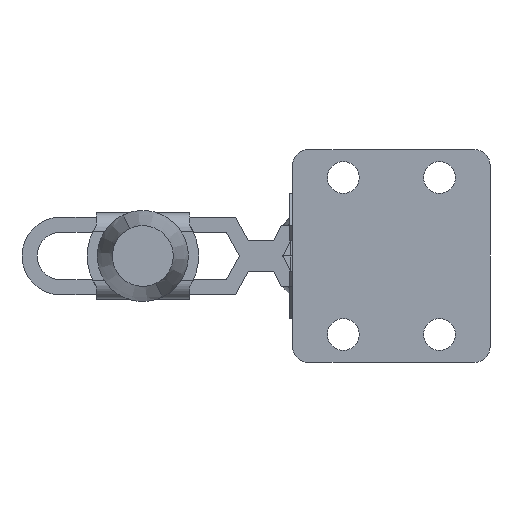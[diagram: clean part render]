
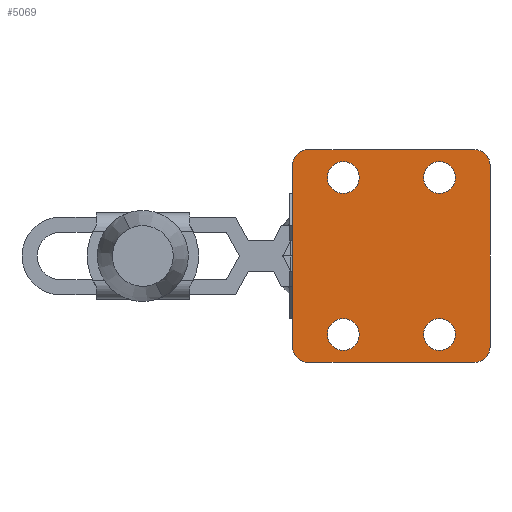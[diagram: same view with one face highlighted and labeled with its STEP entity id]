
A CAD part, front view. The second image highlights one B-rep face of the part: STEP entity #5069.
In plain terms, the highlighted planar face has unit normal (0, -1, 0).
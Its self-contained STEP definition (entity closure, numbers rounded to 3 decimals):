
#4 = ORIENTED_EDGE ( 'NONE', *, *, #2776, .T. ) ;
#27 = VERTEX_POINT ( 'NONE', #2798 ) ;
#273 = CIRCLE ( 'NONE', #12044, 3. ) ;
#308 = CIRCLE ( 'NONE', #8548, 3.15 ) ;
#527 = CARTESIAN_POINT ( 'NONE',  ( 0., 0., -4. ) ) ;
#563 = CARTESIAN_POINT ( 'NONE',  ( -32.15, 0., 15.5 ) ) ;
#607 = CARTESIAN_POINT ( 'NONE',  ( -3., 0., 21. ) ) ;
#609 = ORIENTED_EDGE ( 'NONE', *, *, #10968, .T. ) ;
#1064 = VERTEX_POINT ( 'NONE', #5718 ) ;
#1280 = FACE_OUTER_BOUND ( 'NONE', #1879, .T. ) ;
#1642 = ORIENTED_EDGE ( 'NONE', *, *, #10013, .F. ) ;
#1819 = ORIENTED_EDGE ( 'NONE', *, *, #5619, .T. ) ;
#1879 = EDGE_LOOP ( 'NONE', ( #4093, #11671, #5591, #9657, #6800, #4, #11621, #4699 ) ) ;
#1980 = AXIS2_PLACEMENT_3D ( 'NONE', #10335, #10325, #10315 ) ;
#1994 = LINE ( 'NONE', #5194, #6834 ) ;
#2036 = DIRECTION ( 'NONE',  ( 0., 0., 1. ) ) ;
#2157 = EDGE_CURVE ( 'NONE', #11552, #11614, #4397, .T. ) ;
#2494 = DIRECTION ( 'NONE',  ( 0., -1., 0. ) ) ;
#2544 = CARTESIAN_POINT ( 'NONE',  ( -10., 0., 15.5 ) ) ;
#2643 = DIRECTION ( 'NONE',  ( -1., 0., 0. ) ) ;
#2700 = VERTEX_POINT ( 'NONE', #9503 ) ;
#2776 = EDGE_CURVE ( 'NONE', #5774, #7910, #273, .T. ) ;
#2798 = CARTESIAN_POINT ( 'NONE',  ( 0., 0., -18. ) ) ;
#2859 = CIRCLE ( 'NONE', #3192, 3.15 ) ;
#2906 = VERTEX_POINT ( 'NONE', #4506 ) ;
#2983 = DIRECTION ( 'NONE',  ( -1., 0., 0. ) ) ;
#3077 = CIRCLE ( 'NONE', #11419, 3.15 ) ;
#3192 = AXIS2_PLACEMENT_3D ( 'NONE', #3550, #8610, #4056 ) ;
#3291 = CIRCLE ( 'NONE', #12588, 3.15 ) ;
#3349 = AXIS2_PLACEMENT_3D ( 'NONE', #9996, #4172, #10980 ) ;
#3490 = CIRCLE ( 'NONE', #10492, 3.15 ) ;
#3509 = CARTESIAN_POINT ( 'NONE',  ( -13.15, 0., 15.5 ) ) ;
#3527 = DIRECTION ( 'NONE',  ( -1., 0., 0. ) ) ;
#3545 = AXIS2_PLACEMENT_3D ( 'NONE', #8860, #9994, #2643 ) ;
#3550 = CARTESIAN_POINT ( 'NONE',  ( -29., 0., 15.5 ) ) ;
#3606 = ORIENTED_EDGE ( 'NONE', *, *, #8318, .F. ) ;
#3708 = EDGE_LOOP ( 'NONE', ( #5393, #3606 ) ) ;
#3800 = CIRCLE ( 'NONE', #3349, 3. ) ;
#3845 = CARTESIAN_POINT ( 'NONE',  ( -10., 0., -15.5 ) ) ;
#3967 = DIRECTION ( 'NONE',  ( 0., 1., 0. ) ) ;
#4056 = DIRECTION ( 'NONE',  ( -1., 0., 0. ) ) ;
#4093 = ORIENTED_EDGE ( 'NONE', *, *, #2157, .T. ) ;
#4138 = CIRCLE ( 'NONE', #10830, 3.15 ) ;
#4172 = DIRECTION ( 'NONE',  ( 0., 1., 0. ) ) ;
#4257 = AXIS2_PLACEMENT_3D ( 'NONE', #10191, #9620, #9480 ) ;
#4397 = LINE ( 'NONE', #12462, #8941 ) ;
#4433 = EDGE_LOOP ( 'NONE', ( #4701, #1642 ) ) ;
#4506 = CARTESIAN_POINT ( 'NONE',  ( -13.15, 0., -15.5 ) ) ;
#4594 = CARTESIAN_POINT ( 'NONE',  ( -32.15, 0., -15.5 ) ) ;
#4678 = VECTOR ( 'NONE', #12488, 1000. ) ;
#4699 = ORIENTED_EDGE ( 'NONE', *, *, #11575, .F. ) ;
#4701 = ORIENTED_EDGE ( 'NONE', *, *, #11742, .F. ) ;
#4758 = DIRECTION ( 'NONE',  ( -1., 0., 0. ) ) ;
#4774 = DIRECTION ( 'NONE',  ( 0., -1., 0. ) ) ;
#4794 = CARTESIAN_POINT ( 'NONE',  ( -29., 0., 15.5 ) ) ;
#4885 = VERTEX_POINT ( 'NONE', #11762 ) ;
#5069 = ADVANCED_FACE ( 'NONE', ( #9033, #8703, #1280, #11336, #6114 ), #10423, .T. ) ;
#5149 = DIRECTION ( 'NONE',  ( 0., 0., 1. ) ) ;
#5194 = CARTESIAN_POINT ( 'NONE',  ( -39., 0., -4. ) ) ;
#5294 = CARTESIAN_POINT ( 'NONE',  ( -10., 0., 15.5 ) ) ;
#5393 = ORIENTED_EDGE ( 'NONE', *, *, #8887, .F. ) ;
#5591 = ORIENTED_EDGE ( 'NONE', *, *, #10806, .T. ) ;
#5619 = EDGE_CURVE ( 'NONE', #9192, #9345, #3077, .T. ) ;
#5687 = CARTESIAN_POINT ( 'NONE',  ( -36., 0., 21. ) ) ;
#5718 = CARTESIAN_POINT ( 'NONE',  ( -39., 0., -18. ) ) ;
#5774 = VERTEX_POINT ( 'NONE', #5687 ) ;
#5826 = EDGE_CURVE ( 'NONE', #1064, #7910, #1994, .T. ) ;
#6114 = FACE_BOUND ( 'NONE', #3708, .T. ) ;
#6215 = VECTOR ( 'NONE', #2036, 1000. ) ;
#6316 = CARTESIAN_POINT ( 'NONE',  ( -36., 0., 18. ) ) ;
#6574 = CARTESIAN_POINT ( 'NONE',  ( -39., 0., 21. ) ) ;
#6650 = DIRECTION ( 'NONE',  ( -1., 0., 0. ) ) ;
#6672 = DIRECTION ( 'NONE',  ( 0., 1., 0. ) ) ;
#6676 = CARTESIAN_POINT ( 'NONE',  ( -29., 0., -15.5 ) ) ;
#6800 = ORIENTED_EDGE ( 'NONE', *, *, #12508, .F. ) ;
#6834 = VECTOR ( 'NONE', #5149, 1000. ) ;
#6835 = LINE ( 'NONE', #527, #6215 ) ;
#7132 = EDGE_CURVE ( 'NONE', #11505, #2906, #11781, .T. ) ;
#7581 = EDGE_CURVE ( 'NONE', #27, #11614, #11458, .T. ) ;
#7754 = CARTESIAN_POINT ( 'NONE',  ( -39., 0., 18. ) ) ;
#7854 = CIRCLE ( 'NONE', #4257, 3.15 ) ;
#7874 = CARTESIAN_POINT ( 'NONE',  ( -25.85, 0., -15.5 ) ) ;
#7910 = VERTEX_POINT ( 'NONE', #7754 ) ;
#8205 = DIRECTION ( 'NONE',  ( 0., -1., 0. ) ) ;
#8287 = CARTESIAN_POINT ( 'NONE',  ( -3., 0., 18. ) ) ;
#8318 = EDGE_CURVE ( 'NONE', #8947, #4885, #3490, .T. ) ;
#8475 = AXIS2_PLACEMENT_3D ( 'NONE', #8287, #2494, #9298 ) ;
#8548 = AXIS2_PLACEMENT_3D ( 'NONE', #2544, #9357, #3527 ) ;
#8610 = DIRECTION ( 'NONE',  ( 0., -1., 0. ) ) ;
#8703 = FACE_BOUND ( 'NONE', #11712, .T. ) ;
#8851 = VERTEX_POINT ( 'NONE', #607 ) ;
#8860 = CARTESIAN_POINT ( 'NONE',  ( -10., 0., -15.5 ) ) ;
#8887 = EDGE_CURVE ( 'NONE', #4885, #8947, #2859, .T. ) ;
#8941 = VECTOR ( 'NONE', #12499, 1000. ) ;
#8947 = VERTEX_POINT ( 'NONE', #563 ) ;
#9033 = FACE_BOUND ( 'NONE', #9128, .T. ) ;
#9074 = EDGE_CURVE ( 'NONE', #9345, #9192, #7854, .T. ) ;
#9128 = EDGE_LOOP ( 'NONE', ( #9607, #609 ) ) ;
#9192 = VERTEX_POINT ( 'NONE', #4594 ) ;
#9298 = DIRECTION ( 'NONE',  ( -1., 0., 0. ) ) ;
#9345 = VERTEX_POINT ( 'NONE', #7874 ) ;
#9357 = DIRECTION ( 'NONE',  ( 0., -1., 0. ) ) ;
#9397 = DIRECTION ( 'NONE',  ( -1., 0., 0. ) ) ;
#9437 = ORIENTED_EDGE ( 'NONE', *, *, #9074, .T. ) ;
#9446 = CARTESIAN_POINT ( 'NONE',  ( -36., 0., -21. ) ) ;
#9480 = DIRECTION ( 'NONE',  ( -1., 0., 0. ) ) ;
#9503 = CARTESIAN_POINT ( 'NONE',  ( -6.85, 0., 15.5 ) ) ;
#9607 = ORIENTED_EDGE ( 'NONE', *, *, #7132, .T. ) ;
#9615 = CARTESIAN_POINT ( 'NONE',  ( -6.85, 0., -15.5 ) ) ;
#9620 = DIRECTION ( 'NONE',  ( 0., 1., 0. ) ) ;
#9657 = ORIENTED_EDGE ( 'NONE', *, *, #12321, .T. ) ;
#9870 = CARTESIAN_POINT ( 'NONE',  ( 0., 0., 18. ) ) ;
#9994 = DIRECTION ( 'NONE',  ( 0., 1., 0. ) ) ;
#9996 = CARTESIAN_POINT ( 'NONE',  ( -36., 0., -18. ) ) ;
#10013 = EDGE_CURVE ( 'NONE', #12338, #2700, #3291, .T. ) ;
#10174 = LINE ( 'NONE', #6574, #4678 ) ;
#10191 = CARTESIAN_POINT ( 'NONE',  ( -29., 0., -15.5 ) ) ;
#10251 = DIRECTION ( 'NONE',  ( -1., 0., 0. ) ) ;
#10291 = DIRECTION ( 'NONE',  ( 0., -1., 0. ) ) ;
#10315 = DIRECTION ( 'NONE',  ( -1., 0., 0. ) ) ;
#10325 = DIRECTION ( 'NONE',  ( 0., 1., 0. ) ) ;
#10335 = CARTESIAN_POINT ( 'NONE',  ( -3., 0., -18. ) ) ;
#10343 = VERTEX_POINT ( 'NONE', #9870 ) ;
#10423 = PLANE ( 'NONE',  #11851 ) ;
#10425 = CARTESIAN_POINT ( 'NONE',  ( -39., 0., -4. ) ) ;
#10492 = AXIS2_PLACEMENT_3D ( 'NONE', #4794, #4774, #4758 ) ;
#10586 = DIRECTION ( 'NONE',  ( 0., -1., 0. ) ) ;
#10806 = EDGE_CURVE ( 'NONE', #27, #10343, #6835, .T. ) ;
#10830 = AXIS2_PLACEMENT_3D ( 'NONE', #3845, #3967, #12666 ) ;
#10968 = EDGE_CURVE ( 'NONE', #2906, #11505, #4138, .T. ) ;
#10980 = DIRECTION ( 'NONE',  ( -1., 0., 0. ) ) ;
#11336 = FACE_BOUND ( 'NONE', #4433, .T. ) ;
#11419 = AXIS2_PLACEMENT_3D ( 'NONE', #6676, #6672, #6650 ) ;
#11458 = CIRCLE ( 'NONE', #1980, 3. ) ;
#11505 = VERTEX_POINT ( 'NONE', #9615 ) ;
#11552 = VERTEX_POINT ( 'NONE', #9446 ) ;
#11575 = EDGE_CURVE ( 'NONE', #11552, #1064, #3800, .T. ) ;
#11614 = VERTEX_POINT ( 'NONE', #12040 ) ;
#11621 = ORIENTED_EDGE ( 'NONE', *, *, #5826, .F. ) ;
#11671 = ORIENTED_EDGE ( 'NONE', *, *, #7581, .F. ) ;
#11712 = EDGE_LOOP ( 'NONE', ( #9437, #1819 ) ) ;
#11742 = EDGE_CURVE ( 'NONE', #2700, #12338, #308, .T. ) ;
#11762 = CARTESIAN_POINT ( 'NONE',  ( -25.85, 0., 15.5 ) ) ;
#11781 = CIRCLE ( 'NONE', #3545, 3.15 ) ;
#11851 = AXIS2_PLACEMENT_3D ( 'NONE', #10425, #10291, #10251 ) ;
#12040 = CARTESIAN_POINT ( 'NONE',  ( -3., 0., -21. ) ) ;
#12044 = AXIS2_PLACEMENT_3D ( 'NONE', #6316, #8205, #2983 ) ;
#12321 = EDGE_CURVE ( 'NONE', #10343, #8851, #12355, .T. ) ;
#12338 = VERTEX_POINT ( 'NONE', #3509 ) ;
#12355 = CIRCLE ( 'NONE', #8475, 3. ) ;
#12462 = CARTESIAN_POINT ( 'NONE',  ( -39., 0., -21. ) ) ;
#12488 = DIRECTION ( 'NONE',  ( 1., 0., 0. ) ) ;
#12499 = DIRECTION ( 'NONE',  ( 1., 0., 0. ) ) ;
#12508 = EDGE_CURVE ( 'NONE', #5774, #8851, #10174, .T. ) ;
#12588 = AXIS2_PLACEMENT_3D ( 'NONE', #5294, #10586, #9397 ) ;
#12666 = DIRECTION ( 'NONE',  ( -1., 0., 0. ) ) ;
